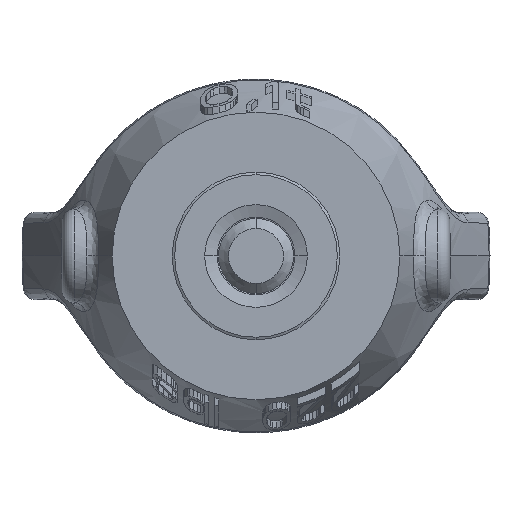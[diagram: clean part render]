
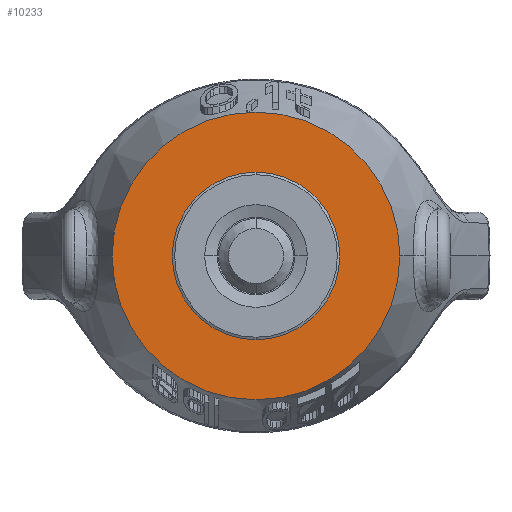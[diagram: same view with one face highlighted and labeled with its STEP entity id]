
A CAD part, front view. The second image highlights one B-rep face of the part: STEP entity #10233.
In plain terms, the highlighted planar face has unit normal (0, -1, 0).
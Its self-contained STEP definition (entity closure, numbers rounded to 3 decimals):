
#2355=CARTESIAN_POINT('',(0.,0.,0.));
#2356=DIRECTION('',(0.,-1.,0.));
#2357=DIRECTION('',(1.,0.,0.));
#2358=AXIS2_PLACEMENT_3D('',#2355,#2356,#2357);
#2360=CARTESIAN_POINT('',(0.,0.,0.));
#2361=DIRECTION('',(0.,1.,0.));
#2362=DIRECTION('',(1.,0.,0.));
#2363=AXIS2_PLACEMENT_3D('',#2360,#2361,#2362);
#2365=CARTESIAN_POINT('',(0.,0.,0.));
#2366=DIRECTION('',(0.,-1.,0.));
#2367=DIRECTION('',(1.,0.,0.));
#2368=AXIS2_PLACEMENT_3D('',#2365,#2366,#2367);
#2370=CARTESIAN_POINT('',(0.,0.,0.));
#2371=DIRECTION('',(0.,-1.,0.));
#2372=DIRECTION('',(-1.,0.,0.));
#2373=AXIS2_PLACEMENT_3D('',#2370,#2371,#2372);
#7601=CARTESIAN_POINT('',(11.5,0.,0.));
#7603=VERTEX_POINT('',#7601);
#7608=CARTESIAN_POINT('',(-11.5,0.,0.));
#7610=VERTEX_POINT('',#7608);
#7642=CARTESIAN_POINT('',(6.7,0.,0.));
#7643=CARTESIAN_POINT('',(-6.7,0.,0.));
#7644=VERTEX_POINT('',#7642);
#7645=VERTEX_POINT('',#7643);
#10218=CARTESIAN_POINT('',(-11.51,0.,0.));
#10219=DIRECTION('',(0.,-1.,0.));
#10220=DIRECTION('',(1.,0.,0.));
#10221=AXIS2_PLACEMENT_3D('',#10218,#10219,#10220);
#10222=PLANE('',#10221);
#10223=ORIENTED_EDGE('',*,*,#10066,.F.);
#10224=ORIENTED_EDGE('',*,*,#9302,.T.);
#10225=EDGE_LOOP('',(#10223,#10224));
#10226=FACE_OUTER_BOUND('',#10225,.F.);
#10228=ORIENTED_EDGE('',*,*,#10227,.T.);
#10230=ORIENTED_EDGE('',*,*,#10229,.T.);
#10231=EDGE_LOOP('',(#10228,#10230));
#10232=FACE_BOUND('',#10231,.F.);
#10233=ADVANCED_FACE('',(#10226,#10232),#10222,.T.);
#2359=CIRCLE('',#2358,11.5);
#2364=CIRCLE('',#2363,11.5);
#2369=CIRCLE('',#2368,6.7);
#2374=CIRCLE('',#2373,6.7);
#9302=EDGE_CURVE('',#7603,#7610,#2364,.T.);
#10066=EDGE_CURVE('',#7603,#7610,#2359,.T.);
#10227=EDGE_CURVE('',#7644,#7645,#2369,.T.);
#10229=EDGE_CURVE('',#7645,#7644,#2374,.T.);
